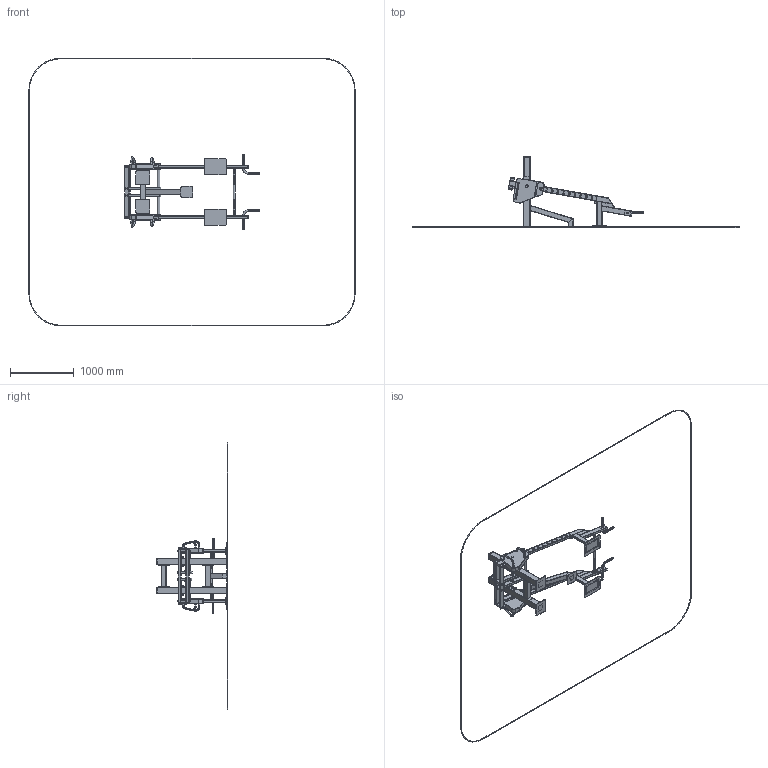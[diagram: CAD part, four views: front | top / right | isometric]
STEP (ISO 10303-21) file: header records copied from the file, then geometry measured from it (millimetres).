
FILE_DESCRIPTION(('STEP AP214'), '1');
FILE_NAME('Òðåíàæåð', '', ('UNSPECIFIED'), ('UNSPECIFIED'), 'C3D Converter', 'C3D Toolkit', '');
FILE_SCHEMA(('AUTOMOTIVE_DESIGN { 1 0 10303 214 3 1 1}'));
Length unit declared in the file: millimetre
Products named in the file (88): УТН-07Г-06.00.00-9011; -9011; ЗГЛ 100х100; УТН-06Г-03.00.00-9011; УТН-07Г-04.00.00; УТН-07Г-02.00.00-9011; УТН-07Г-07.00.00-3020; УТН-06Г-05.00.00; УТН-07Г-08.00.00-9011; УТН-07Г-01.00.00-3020; УТН-07Г-09.00.00; УТН-07Г-010.00.00-9011; TPD12; TPD12-01; TPD10; TPD10-01; УТН-03Г.00.00.01; УТН-06Г-05.00.00-01; -01; УТ-07Г-011.00.00; ФК-03.03
Assembly tree (164 placements, depth 4):
  (unnamed)
    УТН-07Г-06.00.00-9011
      (unnamed)
        -9011
        -9011
      ЗГЛ 100х100
    УТН-06Г-03.00.00-9011  x4
      (unnamed)
      (unnamed)
    УТН-07Г-04.00.00
      -9011
        (unnamed)
        (unnamed)  x2
        (unnamed)
        (unnamed)
        (unnamed)
        (unnamed)
        (unnamed)
        (unnamed)
        (unnamed)
        (unnamed)
      (unnamed)
      (unnamed)  x3
      (unnamed)
        (unnamed)
        (unnamed)
        (unnamed)
      (unnamed)
        (unnamed)
        (unnamed)
        (unnamed)
      (unnamed)
    УТН-07Г-02.00.00-9011
      (unnamed)
      (unnamed)  x2
      (unnamed)  x2
    УТН-07Г-07.00.00-3020
      (unnamed)  x2
      (unnamed)
    УТН-06Г-05.00.00
      (unnamed)
      (unnamed)
        (unnamed)
        (unnamed)
        (unnamed)
        (unnamed)
        (unnamed)
        (unnamed)
    УТН-07Г-08.00.00-9011
      (unnamed)
      (unnamed)  x2
    УТН-07Г-01.00.00-3020
      (unnamed)  x2
      (unnamed)
      (unnamed)
      (unnamed)
      (unnamed)
    УТН-07Г-09.00.00
      (unnamed)
      (unnamed)  x2
Bounding box: 5106.33 x 1121 x 4188 mm (x, y, z)
Volume: 23302364.6 mm3; surface area: 10983281.2 mm2
Topology: 140 solids, 140 shells, 6089 faces, 13519 edges, 7760 vertices
Faces by surface type: bspline 2880, plane 1525, cylinder 1428, extrusion 124, sphere 64, cone 36, torus 32
Full cylindrical faces by diameter (mm): 16.4 x12, 19 x4, 20 x4, 20.5 x16, 21 x2, 22 x13, 22.785 x16, 25 x4, 27 x6, 30 x1, 35.9 x2, 40 x4, 42.3 x2, 45 x4
Entity records: 149534 total; most frequent: CARTESIAN_POINT 49287, ORIENTED_EDGE 15932, DIRECTION 10253, EDGE_CURVE 7966, VERTEX_POINT 4725, EDGE_LOOP 3779, VECTOR 3729, FACE_BOUND 3641
